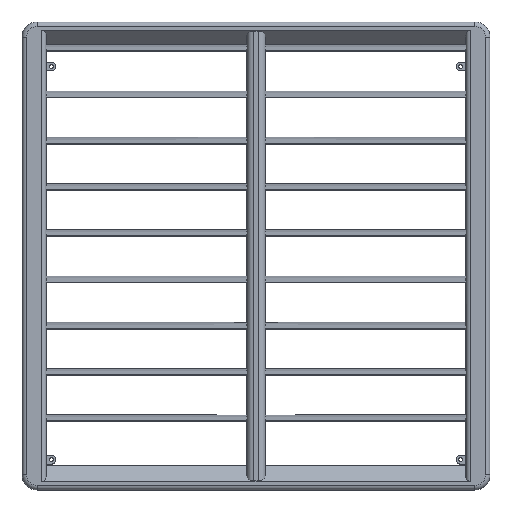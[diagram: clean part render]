
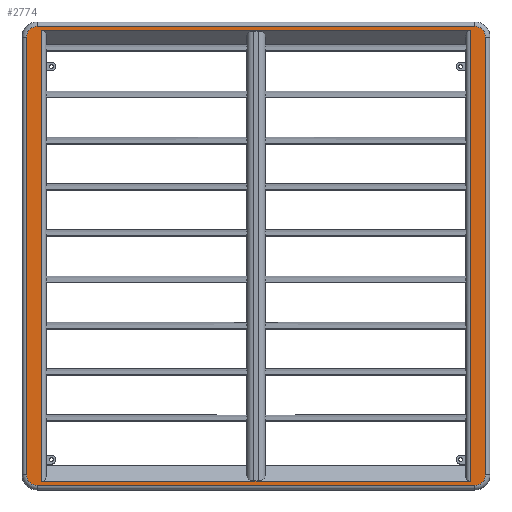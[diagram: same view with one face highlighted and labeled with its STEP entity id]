
A CAD part, top view. The second image highlights one B-rep face of the part: STEP entity #2774.
In plain terms, the highlighted planar face has unit normal (0, 0, 1).
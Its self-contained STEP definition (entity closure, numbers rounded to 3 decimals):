
#26 = CARTESIAN_POINT ( 'NONE',  ( 258., 246., 20.5 ) ) ;
#182 = DIRECTION ( 'NONE',  ( -1., 0., 0. ) ) ;
#208 = DIRECTION ( 'NONE',  ( -1., 0., 0. ) ) ;
#225 = CARTESIAN_POINT ( 'NONE',  ( -246., -246., 20.5 ) ) ;
#362 = LINE ( 'NONE', #4514, #471 ) ;
#471 = VECTOR ( 'NONE', #8397, 1000. ) ;
#675 = VECTOR ( 'NONE', #4945, 1000. ) ;
#678 = EDGE_CURVE ( 'NONE', #2745, #6095, #362, .T. ) ;
#727 = CARTESIAN_POINT ( 'NONE',  ( 241., 253.5, 20.5 ) ) ;
#738 = VERTEX_POINT ( 'NONE', #26 ) ;
#773 = AXIS2_PLACEMENT_3D ( 'NONE', #3684, #5700, #6471 ) ;
#821 = CARTESIAN_POINT ( 'NONE',  ( 246., 258., 20.5 ) ) ;
#824 = CARTESIAN_POINT ( 'NONE',  ( 241., -253.5, 20.5 ) ) ;
#858 = DIRECTION ( 'NONE',  ( -1., 0., 0. ) ) ;
#882 = VERTEX_POINT ( 'NONE', #7612 ) ;
#927 = EDGE_LOOP ( 'NONE', ( #2889, #3690, #4353, #3838 ) ) ;
#931 = DIRECTION ( 'NONE',  ( 1., 0., 0. ) ) ;
#954 = CARTESIAN_POINT ( 'NONE',  ( 246., -246., 20.5 ) ) ;
#1042 = VECTOR ( 'NONE', #4198, 1000. ) ;
#1094 = ORIENTED_EDGE ( 'NONE', *, *, #3594, .T. ) ;
#1180 = EDGE_CURVE ( 'NONE', #1500, #4189, #7442, .T. ) ;
#1285 = CARTESIAN_POINT ( 'NONE',  ( -258., 246., 20.5 ) ) ;
#1358 = VECTOR ( 'NONE', #931, 1000. ) ;
#1500 = VERTEX_POINT ( 'NONE', #3998 ) ;
#1577 = DIRECTION ( 'NONE',  ( 0., 0., 1. ) ) ;
#1748 = VECTOR ( 'NONE', #208, 1000. ) ;
#2050 = EDGE_CURVE ( 'NONE', #5103, #3650, #5132, .T. ) ;
#2096 = DIRECTION ( 'NONE',  ( 0., 0., 1. ) ) ;
#2520 = AXIS2_PLACEMENT_3D ( 'NONE', #4696, #6590, #858 ) ;
#2531 = CIRCLE ( 'NONE', #773, 12. ) ;
#2604 = CARTESIAN_POINT ( 'NONE',  ( 246., 246., 20.5 ) ) ;
#2745 = VERTEX_POINT ( 'NONE', #5864 ) ;
#2774 = ADVANCED_FACE ( 'NONE', ( #5812, #5210 ), #6454, .F. ) ;
#2877 = EDGE_CURVE ( 'NONE', #6660, #5103, #7423, .T. ) ;
#2889 = ORIENTED_EDGE ( 'NONE', *, *, #7809, .T. ) ;
#2902 = CARTESIAN_POINT ( 'NONE',  ( 258., -246., 20.5 ) ) ;
#3301 = LINE ( 'NONE', #1285, #4339 ) ;
#3418 = ORIENTED_EDGE ( 'NONE', *, *, #1180, .T. ) ;
#3486 = CARTESIAN_POINT ( 'NONE',  ( 246., 258., 20.5 ) ) ;
#3594 = EDGE_CURVE ( 'NONE', #4189, #882, #3301, .T. ) ;
#3650 = VERTEX_POINT ( 'NONE', #2902 ) ;
#3652 = ORIENTED_EDGE ( 'NONE', *, *, #4033, .T. ) ;
#3684 = CARTESIAN_POINT ( 'NONE',  ( 246., 246., 20.5 ) ) ;
#3690 = ORIENTED_EDGE ( 'NONE', *, *, #8137, .T. ) ;
#3745 = VERTEX_POINT ( 'NONE', #4792 ) ;
#3795 = DIRECTION ( 'NONE',  ( 0., 0., -1. ) ) ;
#3838 = ORIENTED_EDGE ( 'NONE', *, *, #5659, .T. ) ;
#3998 = CARTESIAN_POINT ( 'NONE',  ( -246., 258., 20.5 ) ) ;
#4033 = EDGE_CURVE ( 'NONE', #4826, #1500, #7427, .T. ) ;
#4049 = CIRCLE ( 'NONE', #4862, 12. ) ;
#4127 = CARTESIAN_POINT ( 'NONE',  ( 241., -253.5, 20.5 ) ) ;
#4135 = CARTESIAN_POINT ( 'NONE',  ( 246., -258., 20.5 ) ) ;
#4189 = VERTEX_POINT ( 'NONE', #8203 ) ;
#4198 = DIRECTION ( 'NONE',  ( 0., 1., 0. ) ) ;
#4295 = CARTESIAN_POINT ( 'NONE',  ( -246., -258., 20.5 ) ) ;
#4339 = VECTOR ( 'NONE', #4503, 1000. ) ;
#4353 = ORIENTED_EDGE ( 'NONE', *, *, #678, .F. ) ;
#4503 = DIRECTION ( 'NONE',  ( 0., -1., 0. ) ) ;
#4514 = CARTESIAN_POINT ( 'NONE',  ( -236., -253.5, 20.5 ) ) ;
#4521 = ORIENTED_EDGE ( 'NONE', *, *, #5018, .T. ) ;
#4696 = CARTESIAN_POINT ( 'NONE',  ( -246., 246., 20.5 ) ) ;
#4781 = CARTESIAN_POINT ( 'NONE',  ( -236., 253.5, 20.5 ) ) ;
#4792 = CARTESIAN_POINT ( 'NONE',  ( -241., 253.5, 20.5 ) ) ;
#4826 = VERTEX_POINT ( 'NONE', #821 ) ;
#4862 = AXIS2_PLACEMENT_3D ( 'NONE', #225, #1577, #182 ) ;
#4910 = CARTESIAN_POINT ( 'NONE',  ( 258., 246., 20.5 ) ) ;
#4945 = DIRECTION ( 'NONE',  ( 0., 1., 0. ) ) ;
#5018 = EDGE_CURVE ( 'NONE', #3650, #738, #8449, .T. ) ;
#5103 = VERTEX_POINT ( 'NONE', #7160 ) ;
#5132 = CIRCLE ( 'NONE', #8142, 12. ) ;
#5210 = FACE_BOUND ( 'NONE', #927, .T. ) ;
#5403 = LINE ( 'NONE', #4127, #7648 ) ;
#5405 = EDGE_CURVE ( 'NONE', #738, #4826, #2531, .T. ) ;
#5541 = LINE ( 'NONE', #4781, #1358 ) ;
#5653 = EDGE_CURVE ( 'NONE', #882, #6660, #4049, .T. ) ;
#5659 = EDGE_CURVE ( 'NONE', #2745, #3745, #8130, .T. ) ;
#5698 = AXIS2_PLACEMENT_3D ( 'NONE', #2604, #3795, #7824 ) ;
#5700 = DIRECTION ( 'NONE',  ( 0., 0., 1. ) ) ;
#5812 = FACE_OUTER_BOUND ( 'NONE', #6400, .T. ) ;
#5864 = CARTESIAN_POINT ( 'NONE',  ( -241., -253.5, 20.5 ) ) ;
#6059 = DIRECTION ( 'NONE',  ( 0., -1., 0. ) ) ;
#6095 = VERTEX_POINT ( 'NONE', #824 ) ;
#6242 = ORIENTED_EDGE ( 'NONE', *, *, #5653, .T. ) ;
#6374 = VERTEX_POINT ( 'NONE', #727 ) ;
#6400 = EDGE_LOOP ( 'NONE', ( #3652, #3418, #1094, #6242, #7663, #6687, #4521, #8365 ) ) ;
#6454 = PLANE ( 'NONE',  #5698 ) ;
#6471 = DIRECTION ( 'NONE',  ( -1., 0., 0. ) ) ;
#6590 = DIRECTION ( 'NONE',  ( 0., 0., 1. ) ) ;
#6660 = VERTEX_POINT ( 'NONE', #4295 ) ;
#6687 = ORIENTED_EDGE ( 'NONE', *, *, #2050, .T. ) ;
#6742 = DIRECTION ( 'NONE',  ( 1., 0., 0. ) ) ;
#6762 = DIRECTION ( 'NONE',  ( -1., 0., 0. ) ) ;
#6848 = CARTESIAN_POINT ( 'NONE',  ( -241., 253.5, 20.5 ) ) ;
#7160 = CARTESIAN_POINT ( 'NONE',  ( 246., -258., 20.5 ) ) ;
#7423 = LINE ( 'NONE', #4135, #7750 ) ;
#7427 = LINE ( 'NONE', #3486, #1748 ) ;
#7442 = CIRCLE ( 'NONE', #2520, 12. ) ;
#7612 = CARTESIAN_POINT ( 'NONE',  ( -258., -246., 20.5 ) ) ;
#7648 = VECTOR ( 'NONE', #6059, 1000. ) ;
#7663 = ORIENTED_EDGE ( 'NONE', *, *, #2877, .T. ) ;
#7750 = VECTOR ( 'NONE', #6742, 1000. ) ;
#7809 = EDGE_CURVE ( 'NONE', #3745, #6374, #5541, .T. ) ;
#7824 = DIRECTION ( 'NONE',  ( -1., 0., 0. ) ) ;
#8130 = LINE ( 'NONE', #6848, #1042 ) ;
#8137 = EDGE_CURVE ( 'NONE', #6374, #6095, #5403, .T. ) ;
#8142 = AXIS2_PLACEMENT_3D ( 'NONE', #954, #2096, #6762 ) ;
#8203 = CARTESIAN_POINT ( 'NONE',  ( -258., 246., 20.5 ) ) ;
#8365 = ORIENTED_EDGE ( 'NONE', *, *, #5405, .T. ) ;
#8397 = DIRECTION ( 'NONE',  ( 1., 0., 0. ) ) ;
#8449 = LINE ( 'NONE', #4910, #675 ) ;
